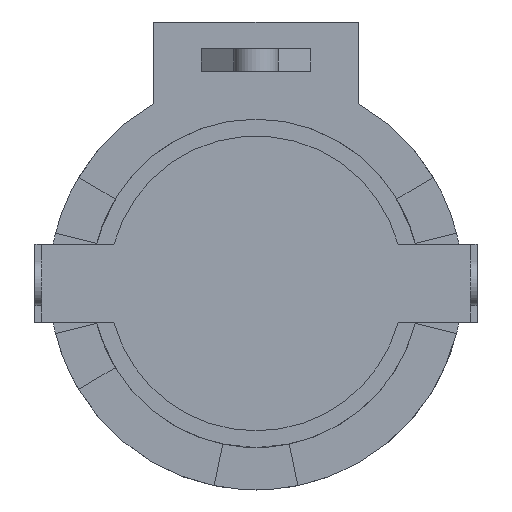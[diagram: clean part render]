
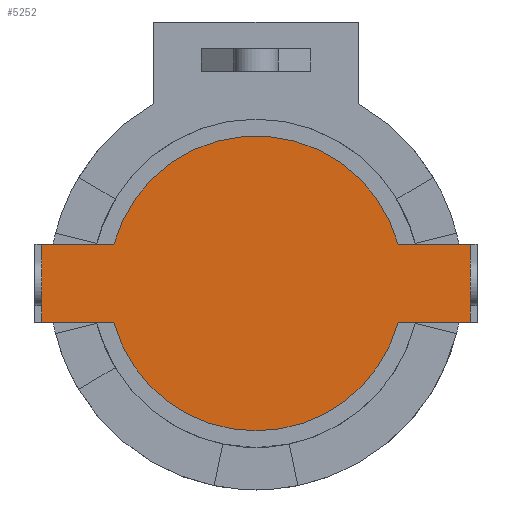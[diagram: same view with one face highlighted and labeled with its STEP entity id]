
A CAD part, front view. The second image highlights one B-rep face of the part: STEP entity #5252.
In plain terms, the highlighted planar face has unit normal (0, -1, 0).
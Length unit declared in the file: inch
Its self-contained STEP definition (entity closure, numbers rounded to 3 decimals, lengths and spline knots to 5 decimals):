
#113 = DIRECTION ( 'NONE',  ( 0., 0., 1. ) ) ;
#133 = VERTEX_POINT ( 'NONE', #1172 ) ;
#223 = LINE ( 'NONE', #3874, #5299 ) ;
#360 = CARTESIAN_POINT ( 'NONE',  ( -0.192, 0.044, -0.02 ) ) ;
#662 = DIRECTION ( 'NONE',  ( -1., 0., 0. ) ) ;
#778 = LINE ( 'NONE', #1310, #4395 ) ;
#793 = ORIENTED_EDGE ( 'NONE', *, *, #4528, .F. ) ;
#923 = CARTESIAN_POINT ( 'NONE',  ( 0.12728, 0.044, -0.035 ) ) ;
#983 = ORIENTED_EDGE ( 'NONE', *, *, #2692, .F. ) ;
#1044 = PLANE ( 'NONE',  #5582 ) ;
#1062 = CARTESIAN_POINT ( 'NONE',  ( 0., 0.044, 0. ) ) ;
#1172 = CARTESIAN_POINT ( 'NONE',  ( -0.192, 0.044, 0.035 ) ) ;
#1210 = CARTESIAN_POINT ( 'NONE',  ( 0.192, 0.044, 0.035 ) ) ;
#1310 = CARTESIAN_POINT ( 'NONE',  ( 0., 0.044, -0.035 ) ) ;
#1326 = CARTESIAN_POINT ( 'NONE',  ( -0.12728, 0.044, -0.035 ) ) ;
#1519 = AXIS2_PLACEMENT_3D ( 'NONE', #2135, #3861, #5659 ) ;
#1829 = VERTEX_POINT ( 'NONE', #5210 ) ;
#1943 = DIRECTION ( 'NONE',  ( 0., 1., 0. ) ) ;
#1963 = ORIENTED_EDGE ( 'NONE', *, *, #5506, .F. ) ;
#1989 = CARTESIAN_POINT ( 'NONE',  ( 0., 0.044, 0. ) ) ;
#1991 = CARTESIAN_POINT ( 'NONE',  ( 0.12728, 0.044, 0.035 ) ) ;
#2061 = CARTESIAN_POINT ( 'NONE',  ( 0., 0.044, 0.035 ) ) ;
#2135 = CARTESIAN_POINT ( 'NONE',  ( 0., 0.044, 0. ) ) ;
#2205 = DIRECTION ( 'NONE',  ( 0., 0., 1. ) ) ;
#2216 = VERTEX_POINT ( 'NONE', #1326 ) ;
#2276 = CIRCLE ( 'NONE', #4814, 0.132 ) ;
#2367 = EDGE_CURVE ( 'NONE', #4456, #3314, #2993, .T. ) ;
#2524 = VERTEX_POINT ( 'NONE', #3799 ) ;
#2692 = EDGE_CURVE ( 'NONE', #133, #1829, #4811, .T. ) ;
#2759 = CIRCLE ( 'NONE', #4432, 0.132 ) ;
#2916 = DIRECTION ( 'NONE',  ( 0., 1., 0. ) ) ;
#2933 = VECTOR ( 'NONE', #5141, 39.37008 ) ;
#2993 = LINE ( 'NONE', #4394, #5015 ) ;
#2994 = VECTOR ( 'NONE', #2205, 39.37008 ) ;
#3119 = EDGE_CURVE ( 'NONE', #1829, #4456, #2759, .T. ) ;
#3156 = DIRECTION ( 'NONE',  ( -1., 0., 0. ) ) ;
#3262 = CARTESIAN_POINT ( 'NONE',  ( 0.192, 0.044, 0.02 ) ) ;
#3314 = VERTEX_POINT ( 'NONE', #1210 ) ;
#3364 = FACE_OUTER_BOUND ( 'NONE', #5025, .T. ) ;
#3536 = ORIENTED_EDGE ( 'NONE', *, *, #5792, .F. ) ;
#3667 = VERTEX_POINT ( 'NONE', #4242 ) ;
#3757 = ORIENTED_EDGE ( 'NONE', *, *, #5835, .F. ) ;
#3799 = CARTESIAN_POINT ( 'NONE',  ( 0., 0.044, -0.132 ) ) ;
#3832 = DIRECTION ( 'NONE',  ( 0., 1., 0. ) ) ;
#3861 = DIRECTION ( 'NONE',  ( 0., 1., 0. ) ) ;
#3874 = CARTESIAN_POINT ( 'NONE',  ( 0., 0.044, -0.035 ) ) ;
#3987 = VERTEX_POINT ( 'NONE', #923 ) ;
#4205 = ORIENTED_EDGE ( 'NONE', *, *, #5867, .F. ) ;
#4242 = CARTESIAN_POINT ( 'NONE',  ( -0.192, 0.044, -0.035 ) ) ;
#4268 = ORIENTED_EDGE ( 'NONE', *, *, #2367, .F. ) ;
#4368 = CIRCLE ( 'NONE', #1519, 0.132 ) ;
#4394 = CARTESIAN_POINT ( 'NONE',  ( 0., 0.044, 0.035 ) ) ;
#4395 = VECTOR ( 'NONE', #3156, 39.37008 ) ;
#4432 = AXIS2_PLACEMENT_3D ( 'NONE', #1062, #2916, #4704 ) ;
#4456 = VERTEX_POINT ( 'NONE', #1991 ) ;
#4528 = EDGE_CURVE ( 'NONE', #3987, #2524, #4368, .T. ) ;
#4583 = LINE ( 'NONE', #3262, #4679 ) ;
#4679 = VECTOR ( 'NONE', #5050, 39.37008 ) ;
#4689 = ORIENTED_EDGE ( 'NONE', *, *, #3119, .F. ) ;
#4704 = DIRECTION ( 'NONE',  ( 0., 0., -1. ) ) ;
#4811 = LINE ( 'NONE', #2061, #2933 ) ;
#4814 = AXIS2_PLACEMENT_3D ( 'NONE', #1989, #3832, #5206 ) ;
#4839 = ORIENTED_EDGE ( 'NONE', *, *, #4989, .F. ) ;
#4887 = LINE ( 'NONE', #360, #2994 ) ;
#4989 = EDGE_CURVE ( 'NONE', #2524, #2216, #2276, .T. ) ;
#5015 = VECTOR ( 'NONE', #5347, 39.37008 ) ;
#5025 = EDGE_LOOP ( 'NONE', ( #1963, #4839, #793, #3536, #4205, #4268, #4689, #983, #3757 ) ) ;
#5040 = VERTEX_POINT ( 'NONE', #5658 ) ;
#5050 = DIRECTION ( 'NONE',  ( 0., 0., -1. ) ) ;
#5129 = CARTESIAN_POINT ( 'NONE',  ( 0., 0.044, 0. ) ) ;
#5141 = DIRECTION ( 'NONE',  ( 1., 0., 0. ) ) ;
#5206 = DIRECTION ( 'NONE',  ( 0., 0., -1. ) ) ;
#5210 = CARTESIAN_POINT ( 'NONE',  ( -0.12728, 0.044, 0.035 ) ) ;
#5252 = ADVANCED_FACE ( 'NONE', ( #3364 ), #1044, .F. ) ;
#5299 = VECTOR ( 'NONE', #662, 39.37008 ) ;
#5347 = DIRECTION ( 'NONE',  ( 1., 0., 0. ) ) ;
#5506 = EDGE_CURVE ( 'NONE', #2216, #3667, #223, .T. ) ;
#5582 = AXIS2_PLACEMENT_3D ( 'NONE', #5129, #1943, #113 ) ;
#5658 = CARTESIAN_POINT ( 'NONE',  ( 0.192, 0.044, -0.035 ) ) ;
#5659 = DIRECTION ( 'NONE',  ( 0., 0., -1. ) ) ;
#5792 = EDGE_CURVE ( 'NONE', #5040, #3987, #778, .T. ) ;
#5835 = EDGE_CURVE ( 'NONE', #3667, #133, #4887, .T. ) ;
#5867 = EDGE_CURVE ( 'NONE', #3314, #5040, #4583, .T. ) ;
